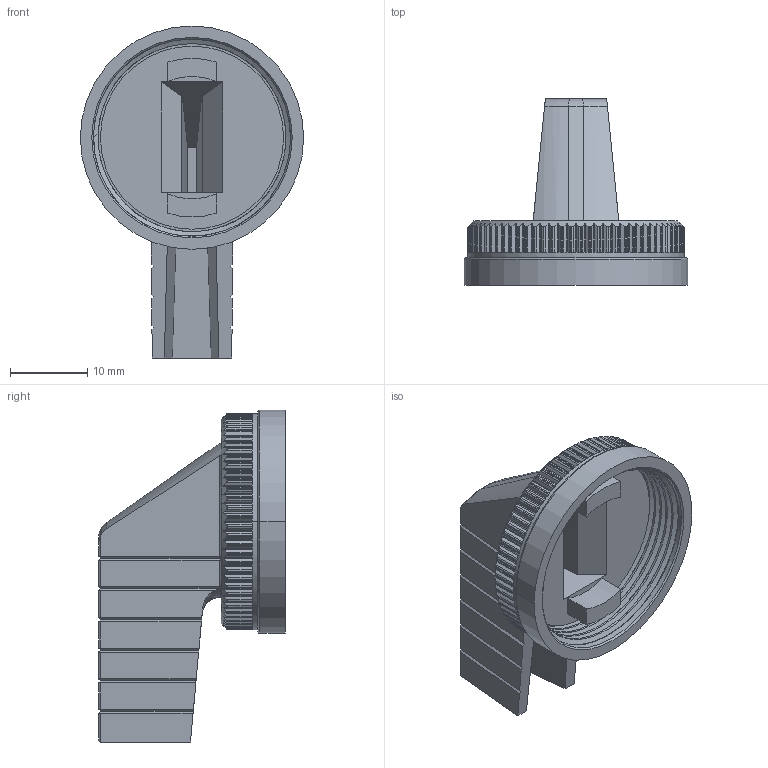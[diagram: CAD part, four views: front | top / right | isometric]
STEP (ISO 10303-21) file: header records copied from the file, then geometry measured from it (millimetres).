
FILE_DESCRIPTION((''),'2;1');
FILE_NAME('9001B25_ASM','2021-04-14T17:32:42',('SESA592305'),('Schneider-Electric'),'CREO PARAMETRIC BY PTC INC, 2019471','CREO PARAMETRIC BY PTC INC, 2019471','');
FILE_SCHEMA(('AP242_MANAGED_MODEL_BASED_3D_ENGINEERING_MIM_LF { 1 0 10303 442 1 1 4 }'));
Length unit declared in the file: inch
Products named in the file (3): QGH2755800; 65122-074-18; 9001B25_ASM
Assembly tree (2 placements, depth 2):
  9001B25_ASM
    QGH2755800
    65122-074-18
Bounding box: 28.96 x 24.21 x 43.05 mm (x, y, z)
Volume: 5541.9 mm3; surface area: 5582.3 mm2
Topology: 2 solids, 2 shells, 620 faces, 1782 edges, 1176 vertices
Faces by surface type: plane 306, cylinder 270, bspline 34, cone 8, torus 2
Entity records: 57367 total; most frequent: CARTESIAN_POINT 40123, ORIENTED_EDGE 3556, DIRECTION 3086, EDGE_CURVE 1778, VERTEX_POINT 1168, AXIS2_PLACEMENT_3D 1130, VECTOR 826, LINE 826
